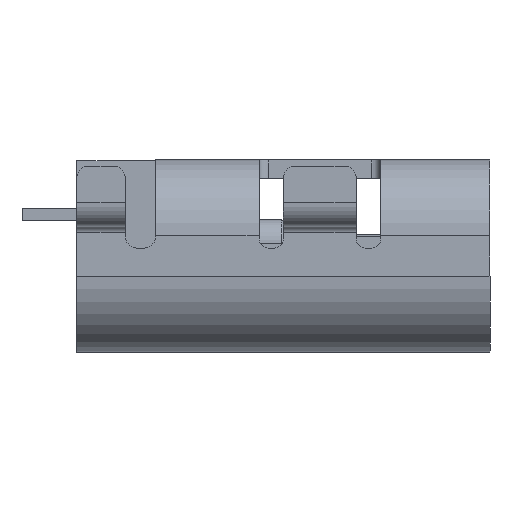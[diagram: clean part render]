
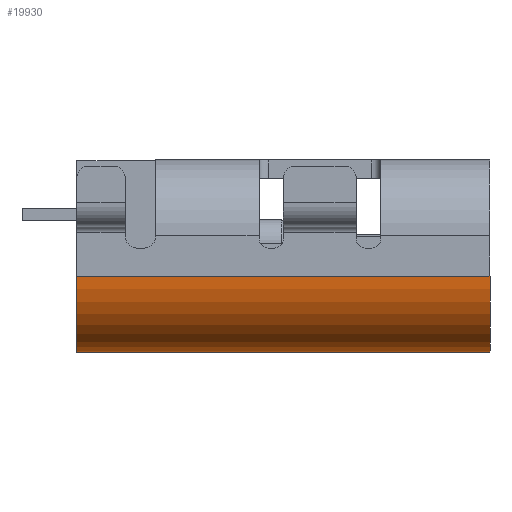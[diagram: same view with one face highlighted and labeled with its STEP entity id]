
A CAD part, front view. The second image highlights one B-rep face of the part: STEP entity #19930.
In plain terms, the highlighted cylindrical face has radius 1.25 mm (diameter 2.5 mm), a partial arc.
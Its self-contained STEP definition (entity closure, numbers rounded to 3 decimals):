
#14677=CARTESIAN_POINT('',(-1.3,16.78,
-0.53));
#14678=DIRECTION('',(1.,0.,0.));
#14679=DIRECTION('',(0.,-1.,0.));
#14680=AXIS2_PLACEMENT_3D('',#14677,#14678,#14679);
#15202=DIRECTION('',(1.,0.,0.));
#15203=VECTOR('',#15202,6.8);
#15204=CARTESIAN_POINT('',(-1.3,15.53,
-0.53));
#15205=LINE('',#15204,#15203);
#15206=DIRECTION('',(-1.,0.,0.));
#15207=VECTOR('',#15206,6.8);
#15208=CARTESIAN_POINT('',(5.5,16.78,
-1.78));
#15209=LINE('',#15208,#15207);
#15220=CARTESIAN_POINT('',(5.5,16.78,
-0.53));
#15221=DIRECTION('',(-1.,0.,0.));
#15222=DIRECTION('',(0.,0.,-1.));
#15223=AXIS2_PLACEMENT_3D('',#15220,#15221,#15222);
#17850=CARTESIAN_POINT('',(-1.3,16.78,
-1.78));
#17851=VERTEX_POINT('',#17850);
#17852=CARTESIAN_POINT('',(5.5,16.78,
-1.78));
#17853=VERTEX_POINT('',#17852);
#17939=CARTESIAN_POINT('',(-1.3,15.53,
-0.53));
#17940=VERTEX_POINT('',#17939);
#17955=CARTESIAN_POINT('',(5.5,15.53,
-0.53));
#17956=VERTEX_POINT('',#17955);
#19918=CARTESIAN_POINT('',(-6056936.491,16.78,
-0.53));
#19919=DIRECTION('',(1.,0.,0.));
#19920=DIRECTION('',(0.,-1.,0.));
#19921=AXIS2_PLACEMENT_3D('',#19918,#19919,#19920);
#19922=CYLINDRICAL_SURFACE('',#19921,1.25);
#19923=ORIENTED_EDGE('',*,*,#18886,.T.);
#19925=ORIENTED_EDGE('',*,*,#19924,.F.);
#19926=ORIENTED_EDGE('',*,*,#19237,.T.);
#19927=ORIENTED_EDGE('',*,*,#19033,.F.);
#19928=EDGE_LOOP('',(#19923,#19925,#19926,#19927));
#19929=FACE_OUTER_BOUND('',#19928,.F.);
#14681=CIRCLE('',#14680,1.25);
#15224=CIRCLE('',#15223,1.25);
#18886=EDGE_CURVE('',#17940,#17956,#15205,.T.);
#19033=EDGE_CURVE('',#17940,#17851,#14681,.T.);
#19237=EDGE_CURVE('',#17853,#17851,#15209,.T.);
#19924=EDGE_CURVE('',#17853,#17956,#15224,.T.);
#19930=ADVANCED_FACE('',(#19929),#19922,.T.);
